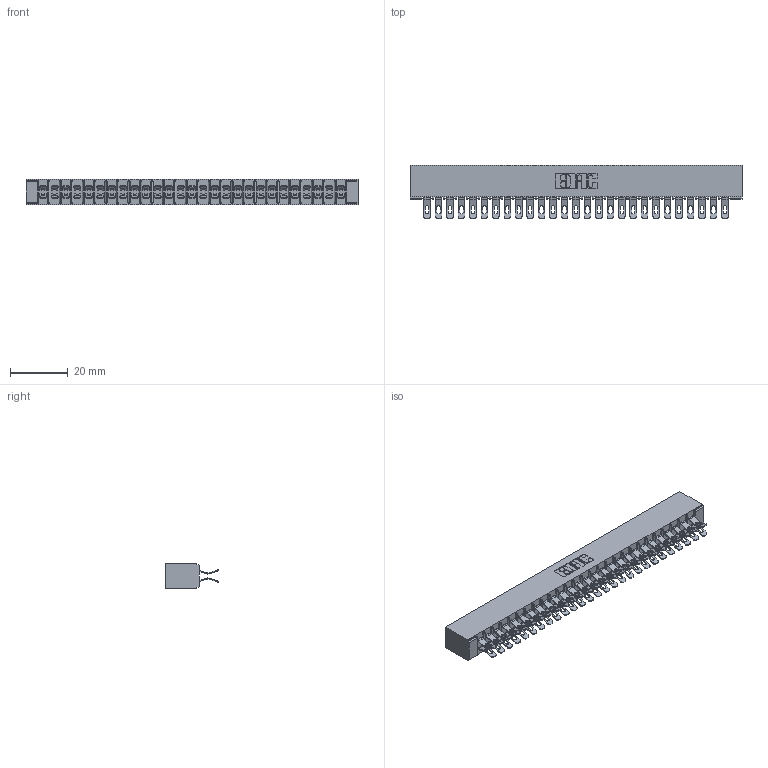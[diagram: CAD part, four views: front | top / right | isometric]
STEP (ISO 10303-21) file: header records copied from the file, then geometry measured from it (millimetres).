
FILE_DESCRIPTION (( 'STEP AP203' ), '1' );
FILE_NAME ('355-054-555-501.STEP', '2019-09-11T17:13:52', ( '' ), ( '' ), 'SwSTEP 2.0', 'SolidWorks 2016', '' );
FILE_SCHEMA (( 'CONFIG_CONTROL_DESIGN' ));
Length unit declared in the file: inch
Products named in the file (3): 355-054-555-501; 305 Part_No Mounting; 305-290-001_555
Assembly tree (55 placements, depth 2):
  355-054-555-501
    305 Part_No Mounting
    305-290-001_555  x54
Bounding box: 114.86 x 18.41 x 8.71 mm (x, y, z)
Volume: 7171.1 mm3; surface area: 16150.5 mm2
Topology: 55 solids, 55 shells, 3672 faces, 10957 edges, 7158 vertices
Faces by surface type: plane 1792, cylinder 1772, sphere 108
Entity records: 31406 total; most frequent: CARTESIAN_POINT 5213, ORIENTED_EDGE 5162, DIRECTION 5047, EDGE_CURVE 2581, LINE 2055, VECTOR 2055, VERTEX_POINT 1646, AXIS2_PLACEMENT_3D 1496
